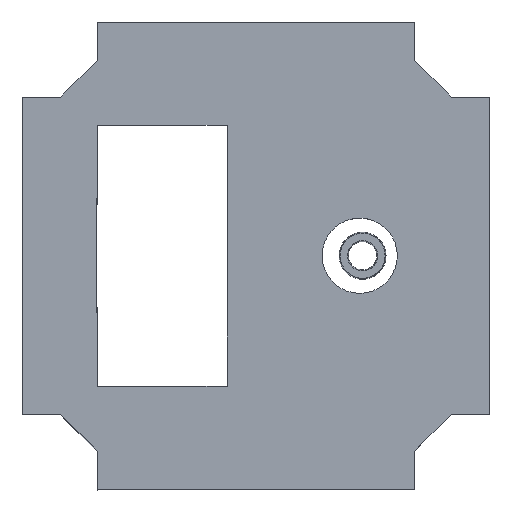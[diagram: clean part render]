
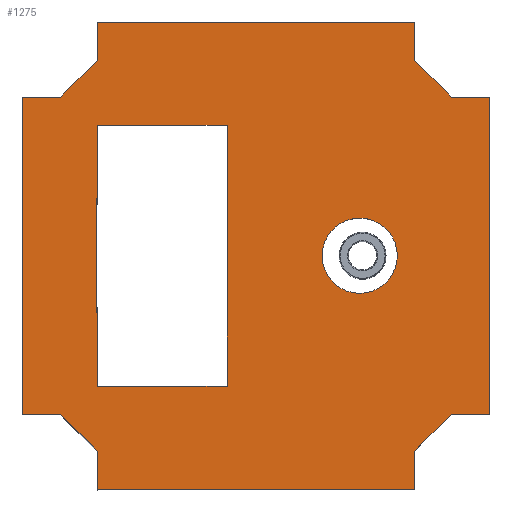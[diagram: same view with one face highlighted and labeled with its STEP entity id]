
A CAD part, top view. The second image highlights one B-rep face of the part: STEP entity #1275.
In plain terms, the highlighted planar face has unit normal (0, 0, 1).
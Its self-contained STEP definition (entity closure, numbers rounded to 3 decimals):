
#31=CIRCLE('',#1363,4.);
#61=FACE_BOUND('',#162,.T.);
#62=FACE_BOUND('',#163,.T.);
#95=FACE_OUTER_BOUND('',#161,.T.);
#161=EDGE_LOOP('',(#904,#905,#906,#907,#908,#909,#910,#911,#912,#913,#914,
#915,#916,#917,#918,#919));
#162=EDGE_LOOP('',(#920,#921,#922,#923,#924,#925,#926,#927));
#163=EDGE_LOOP('',(#928));
#277=LINE('',#1884,#430);
#281=LINE('',#1892,#434);
#284=LINE('',#1898,#437);
#285=LINE('',#1900,#438);
#286=LINE('',#1902,#439);
#287=LINE('',#1904,#440);
#288=LINE('',#1906,#441);
#289=LINE('',#1908,#442);
#290=LINE('',#1909,#443);
#291=LINE('',#1911,#444);
#292=LINE('',#1913,#445);
#293=LINE('',#1915,#446);
#294=LINE('',#1917,#447);
#295=LINE('',#1919,#448);
#296=LINE('',#1921,#449);
#297=LINE('',#1922,#450);
#298=LINE('',#1925,#451);
#299=LINE('',#1927,#452);
#300=LINE('',#1929,#453);
#301=LINE('',#1931,#454);
#302=LINE('',#1933,#455);
#303=LINE('',#1935,#456);
#304=LINE('',#1937,#457);
#305=LINE('',#1938,#458);
#430=VECTOR('',#1513,10.);
#434=VECTOR('',#1519,10.);
#437=VECTOR('',#1524,10.);
#438=VECTOR('',#1525,10.);
#439=VECTOR('',#1526,10.);
#440=VECTOR('',#1527,10.);
#441=VECTOR('',#1528,10.);
#442=VECTOR('',#1529,10.);
#443=VECTOR('',#1530,10.);
#444=VECTOR('',#1531,10.);
#445=VECTOR('',#1532,10.);
#446=VECTOR('',#1533,10.);
#447=VECTOR('',#1534,10.);
#448=VECTOR('',#1535,10.);
#449=VECTOR('',#1536,10.);
#450=VECTOR('',#1537,10.);
#451=VECTOR('',#1538,10.);
#452=VECTOR('',#1539,10.);
#453=VECTOR('',#1540,10.);
#454=VECTOR('',#1541,10.);
#455=VECTOR('',#1542,10.);
#456=VECTOR('',#1543,10.);
#457=VECTOR('',#1544,10.);
#458=VECTOR('',#1545,10.);
#576=VERTEX_POINT('',#1881);
#577=VERTEX_POINT('',#1883);
#579=VERTEX_POINT('',#1889);
#580=VERTEX_POINT('',#1891);
#582=VERTEX_POINT('',#1897);
#583=VERTEX_POINT('',#1899);
#584=VERTEX_POINT('',#1901);
#585=VERTEX_POINT('',#1903);
#586=VERTEX_POINT('',#1905);
#587=VERTEX_POINT('',#1907);
#588=VERTEX_POINT('',#1910);
#589=VERTEX_POINT('',#1912);
#590=VERTEX_POINT('',#1914);
#591=VERTEX_POINT('',#1916);
#592=VERTEX_POINT('',#1918);
#593=VERTEX_POINT('',#1920);
#594=VERTEX_POINT('',#1923);
#595=VERTEX_POINT('',#1924);
#596=VERTEX_POINT('',#1926);
#597=VERTEX_POINT('',#1928);
#598=VERTEX_POINT('',#1930);
#599=VERTEX_POINT('',#1932);
#600=VERTEX_POINT('',#1934);
#601=VERTEX_POINT('',#1936);
#602=VERTEX_POINT('',#1939);
#703=EDGE_CURVE('',#576,#577,#277,.T.);
#707=EDGE_CURVE('',#580,#579,#281,.T.);
#710=EDGE_CURVE('',#582,#576,#284,.T.);
#711=EDGE_CURVE('',#583,#582,#285,.T.);
#712=EDGE_CURVE('',#584,#583,#286,.T.);
#713=EDGE_CURVE('',#585,#584,#287,.T.);
#714=EDGE_CURVE('',#586,#585,#288,.T.);
#715=EDGE_CURVE('',#586,#587,#289,.T.);
#716=EDGE_CURVE('',#587,#580,#290,.T.);
#717=EDGE_CURVE('',#588,#579,#291,.T.);
#718=EDGE_CURVE('',#588,#589,#292,.T.);
#719=EDGE_CURVE('',#589,#590,#293,.T.);
#720=EDGE_CURVE('',#590,#591,#294,.T.);
#721=EDGE_CURVE('',#592,#591,#295,.T.);
#722=EDGE_CURVE('',#593,#592,#296,.T.);
#723=EDGE_CURVE('',#577,#593,#297,.T.);
#724=EDGE_CURVE('',#594,#595,#298,.T.);
#725=EDGE_CURVE('',#596,#594,#299,.T.);
#726=EDGE_CURVE('',#597,#596,#300,.T.);
#727=EDGE_CURVE('',#598,#597,#301,.T.);
#728=EDGE_CURVE('',#599,#598,#302,.T.);
#729=EDGE_CURVE('',#600,#599,#303,.T.);
#730=EDGE_CURVE('',#601,#600,#304,.T.);
#731=EDGE_CURVE('',#601,#595,#305,.T.);
#732=EDGE_CURVE('',#602,#602,#31,.T.);
#904=ORIENTED_EDGE('',*,*,#703,.F.);
#905=ORIENTED_EDGE('',*,*,#710,.F.);
#906=ORIENTED_EDGE('',*,*,#711,.F.);
#907=ORIENTED_EDGE('',*,*,#712,.F.);
#908=ORIENTED_EDGE('',*,*,#713,.F.);
#909=ORIENTED_EDGE('',*,*,#714,.F.);
#910=ORIENTED_EDGE('',*,*,#715,.T.);
#911=ORIENTED_EDGE('',*,*,#716,.T.);
#912=ORIENTED_EDGE('',*,*,#707,.T.);
#913=ORIENTED_EDGE('',*,*,#717,.F.);
#914=ORIENTED_EDGE('',*,*,#718,.T.);
#915=ORIENTED_EDGE('',*,*,#719,.T.);
#916=ORIENTED_EDGE('',*,*,#720,.T.);
#917=ORIENTED_EDGE('',*,*,#721,.F.);
#918=ORIENTED_EDGE('',*,*,#722,.F.);
#919=ORIENTED_EDGE('',*,*,#723,.F.);
#920=ORIENTED_EDGE('',*,*,#724,.F.);
#921=ORIENTED_EDGE('',*,*,#725,.F.);
#922=ORIENTED_EDGE('',*,*,#726,.F.);
#923=ORIENTED_EDGE('',*,*,#727,.F.);
#924=ORIENTED_EDGE('',*,*,#728,.F.);
#925=ORIENTED_EDGE('',*,*,#729,.F.);
#926=ORIENTED_EDGE('',*,*,#730,.F.);
#927=ORIENTED_EDGE('',*,*,#731,.T.);
#928=ORIENTED_EDGE('',*,*,#732,.T.);
#1223=PLANE('',#1362);
#1275=ADVANCED_FACE('',(#95,#61,#62),#1223,.F.);
#1362=AXIS2_PLACEMENT_3D('',#1896,#1522,#1523);
#1363=AXIS2_PLACEMENT_3D('',#1940,#1546,#1547);
#1513=DIRECTION('',(0.,1.,0.));
#1519=DIRECTION('',(0.,1.,0.));
#1522=DIRECTION('center_axis',(0.,0.,
-1.));
#1523=DIRECTION('ref_axis',(-1.,0.,0.));
#1524=DIRECTION('',(0.707,0.707,0.));
#1525=DIRECTION('',(1.,0.,0.));
#1526=DIRECTION('',(0.,1.,0.));
#1527=DIRECTION('',(-1.,0.,0.));
#1528=DIRECTION('',(-0.707,0.707,0.));
#1529=DIRECTION('',(0.,-1.,0.));
#1530=DIRECTION('',(1.,0.,0.));
#1531=DIRECTION('',(-0.707,-0.707,0.));
#1532=DIRECTION('',(1.,0.,0.));
#1533=DIRECTION('',(0.,1.,0.));
#1534=DIRECTION('',(-1.,0.,0.));
#1535=DIRECTION('',(0.707,-0.707,0.));
#1536=DIRECTION('',(0.,-1.,0.));
#1537=DIRECTION('',(1.,0.,0.));
#1538=DIRECTION('',(0.,-1.,0.));
#1539=DIRECTION('',(1.,0.,0.));
#1540=DIRECTION('',(0.,-1.,0.));
#1541=DIRECTION('',(-1.,0.,0.));
#1542=DIRECTION('',(0.,-1.,0.));
#1543=DIRECTION('',(-1.,0.,0.));
#1544=DIRECTION('',(0.,1.,0.));
#1545=DIRECTION('',(-1.,0.,0.));
#1546=DIRECTION('center_axis',(0.,0.,
-1.));
#1547=DIRECTION('ref_axis',(1.,0.,0.));
#1881=CARTESIAN_POINT('',(-16.87,20.77,6.773));
#1883=CARTESIAN_POINT('',(-16.87,24.85,6.773));
#1884=CARTESIAN_POINT('',(-16.87,13.87,6.773));
#1889=CARTESIAN_POINT('',(16.87,-20.77,6.773));
#1891=CARTESIAN_POINT('',(16.87,-24.85,6.773));
#1892=CARTESIAN_POINT('',(16.87,-24.85,6.773));
#1896=CARTESIAN_POINT('Origin',(20.86,0.,6.773));
#1897=CARTESIAN_POINT('',(-20.77,16.87,6.773));
#1898=CARTESIAN_POINT('',(-13.605,24.035,6.773));
#1899=CARTESIAN_POINT('',(-24.85,16.87,6.773));
#1900=CARTESIAN_POINT('',(-24.85,16.87,6.773));
#1901=CARTESIAN_POINT('',(-24.85,-16.87,6.773));
#1902=CARTESIAN_POINT('',(-24.85,-16.87,6.773));
#1903=CARTESIAN_POINT('',(-20.77,-16.87,6.773));
#1904=CARTESIAN_POINT('',(-16.87,-16.87,6.773));
#1905=CARTESIAN_POINT('',(-16.87,-20.77,6.773));
#1906=CARTESIAN_POINT('',(-13.605,-24.035,6.773));
#1907=CARTESIAN_POINT('',(-16.87,-24.85,6.773));
#1908=CARTESIAN_POINT('',(-16.87,-13.87,6.773));
#1909=CARTESIAN_POINT('',(-16.87,-24.85,6.773));
#1910=CARTESIAN_POINT('',(20.77,-16.87,6.773));
#1911=CARTESIAN_POINT('',(24.035,-13.605,6.773));
#1912=CARTESIAN_POINT('',(24.85,-16.87,6.773));
#1913=CARTESIAN_POINT('',(16.87,-16.87,6.773));
#1914=CARTESIAN_POINT('',(24.85,16.87,6.773));
#1915=CARTESIAN_POINT('',(24.85,-16.87,6.773));
#1916=CARTESIAN_POINT('',(20.77,16.87,6.773));
#1917=CARTESIAN_POINT('',(24.85,16.87,6.773));
#1918=CARTESIAN_POINT('',(16.87,20.77,6.773));
#1919=CARTESIAN_POINT('',(24.035,13.605,6.773));
#1920=CARTESIAN_POINT('',(16.87,24.85,6.773));
#1921=CARTESIAN_POINT('',(16.87,24.85,6.773));
#1922=CARTESIAN_POINT('',(-16.87,24.85,6.773));
#1923=CARTESIAN_POINT('',(-16.87,-6.05,6.773));
#1924=CARTESIAN_POINT('',(-16.87,-13.87,6.773));
#1925=CARTESIAN_POINT('',(-16.87,-6.05,6.773));
#1926=CARTESIAN_POINT('',(-16.97,-6.05,6.773));
#1927=CARTESIAN_POINT('',(-16.97,-6.05,6.773));
#1928=CARTESIAN_POINT('',(-16.97,6.05,6.773));
#1929=CARTESIAN_POINT('',(-16.97,6.05,6.773));
#1930=CARTESIAN_POINT('',(-16.87,6.05,6.773));
#1931=CARTESIAN_POINT('',(-16.87,6.05,6.773));
#1932=CARTESIAN_POINT('',(-16.87,13.87,6.773));
#1933=CARTESIAN_POINT('',(-16.87,24.85,6.773));
#1934=CARTESIAN_POINT('',(-3.07,13.87,6.773));
#1935=CARTESIAN_POINT('',(16.87,13.87,6.773));
#1936=CARTESIAN_POINT('',(-3.07,-13.87,6.773));
#1937=CARTESIAN_POINT('',(-3.07,-13.87,6.773));
#1938=CARTESIAN_POINT('',(16.87,-13.87,6.773));
#1939=CARTESIAN_POINT('',(7.03,0.,6.773));
#1940=CARTESIAN_POINT('Origin',(11.03,0.,6.773));
